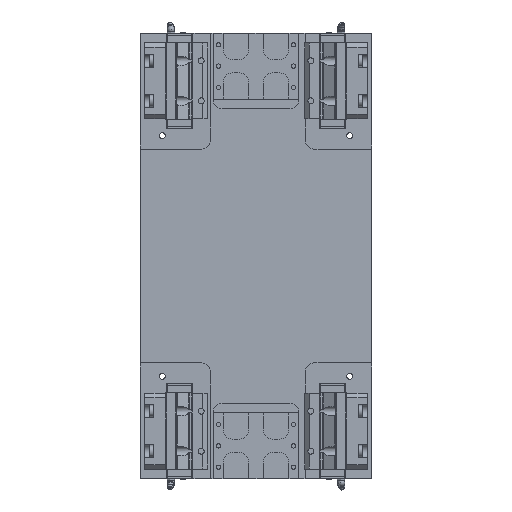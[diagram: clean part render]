
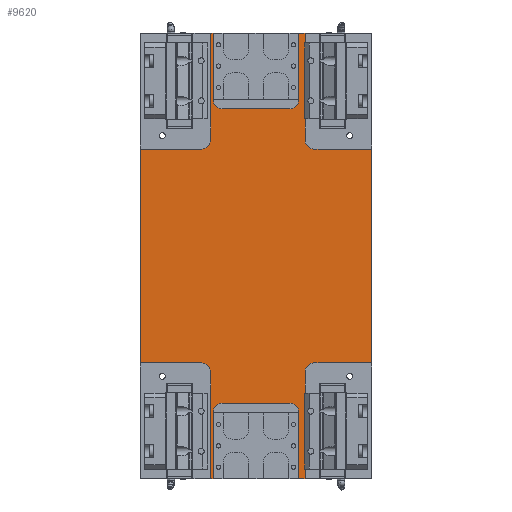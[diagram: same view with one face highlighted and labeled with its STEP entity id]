
A CAD part, front view. The second image highlights one B-rep face of the part: STEP entity #9620.
In plain terms, the highlighted face is planar.
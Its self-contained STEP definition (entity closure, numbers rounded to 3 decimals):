
#630=PLANE('',#10613);
#1054=FACE_OUTER_BOUND('',#1647,.T.);
#1647=EDGE_LOOP('',(#7255,#7256,#7257,#7258,#7259,#7260,#7261,#7262,#7263,
#7264,#7265,#7266,#7267,#7268,#7269,#7270,#7271,#7272,#7273,#7274,#7275,
#7276,#7277,#7278,#7279,#7280,#7281,#7282));
#2217=LINE('',#14684,#3174);
#2223=LINE('',#14696,#3180);
#2237=LINE('',#14723,#3194);
#2259=LINE('',#14773,#3216);
#2269=LINE('',#14792,#3226);
#2283=LINE('',#14819,#3240);
#2322=LINE('',#14936,#3279);
#2326=LINE('',#14947,#3283);
#2327=LINE('',#14950,#3284);
#2328=LINE('',#14953,#3285);
#2329=LINE('',#14955,#3286);
#2330=LINE('',#14958,#3287);
#2331=LINE('',#14960,#3288);
#2332=LINE('',#14964,#3289);
#2333=LINE('',#14967,#3290);
#2334=LINE('',#14969,#3291);
#2335=LINE('',#14972,#3292);
#2336=LINE('',#14974,#3293);
#2337=LINE('',#14977,#3294);
#2338=LINE('',#14978,#3295);
#3174=VECTOR('',#11829,1000.);
#3180=VECTOR('',#11837,1000.);
#3194=VECTOR('',#11853,1000.);
#3216=VECTOR('',#11895,1000.);
#3226=VECTOR('',#11907,1000.);
#3240=VECTOR('',#11923,1000.);
#3279=VECTOR('',#12048,1000.);
#3283=VECTOR('',#12056,1000.);
#3284=VECTOR('',#12059,1000.);
#3285=VECTOR('',#12062,1000.);
#3286=VECTOR('',#12063,1000.);
#3287=VECTOR('',#12066,1000.);
#3288=VECTOR('',#12067,1000.);
#3289=VECTOR('',#12070,1000.);
#3290=VECTOR('',#12073,1000.);
#3291=VECTOR('',#12074,1000.);
#3292=VECTOR('',#12077,1000.);
#3293=VECTOR('',#12078,1000.);
#3294=VECTOR('',#12081,1000.);
#3295=VECTOR('',#12082,1000.);
#4167=CIRCLE('',#10614,10.);
#4168=CIRCLE('',#10615,10.);
#4169=CIRCLE('',#10616,10.);
#4170=CIRCLE('',#10617,10.);
#4171=CIRCLE('',#10618,10.);
#4172=CIRCLE('',#10619,10.);
#4173=CIRCLE('',#10620,10.);
#4174=CIRCLE('',#10621,10.);
#4548=VERTEX_POINT('',#14681);
#4549=VERTEX_POINT('',#14683);
#4553=VERTEX_POINT('',#14693);
#4554=VERTEX_POINT('',#14695);
#4556=VERTEX_POINT('',#14701);
#4566=VERTEX_POINT('',#14721);
#4583=VERTEX_POINT('',#14770);
#4584=VERTEX_POINT('',#14772);
#4591=VERTEX_POINT('',#14789);
#4592=VERTEX_POINT('',#14791);
#4594=VERTEX_POINT('',#14797);
#4604=VERTEX_POINT('',#14817);
#4639=VERTEX_POINT('',#14935);
#4642=VERTEX_POINT('',#14943);
#4643=VERTEX_POINT('',#14944);
#4644=VERTEX_POINT('',#14946);
#4645=VERTEX_POINT('',#14949);
#4646=VERTEX_POINT('',#14951);
#4647=VERTEX_POINT('',#14954);
#4648=VERTEX_POINT('',#14956);
#4649=VERTEX_POINT('',#14959);
#4650=VERTEX_POINT('',#14961);
#4651=VERTEX_POINT('',#14963);
#4652=VERTEX_POINT('',#14965);
#4653=VERTEX_POINT('',#14968);
#4654=VERTEX_POINT('',#14970);
#4655=VERTEX_POINT('',#14973);
#4656=VERTEX_POINT('',#14975);
#5514=EDGE_CURVE('',#4548,#4549,#2217,.T.);
#5520=EDGE_CURVE('',#4553,#4554,#2223,.T.);
#5534=EDGE_CURVE('',#4566,#4556,#2237,.T.);
#5558=EDGE_CURVE('',#4583,#4584,#2259,.T.);
#5568=EDGE_CURVE('',#4591,#4592,#2269,.T.);
#5582=EDGE_CURVE('',#4604,#4594,#2283,.T.);
#5634=EDGE_CURVE('',#4549,#4639,#2322,.T.);
#5638=EDGE_CURVE('',#4642,#4643,#4167,.T.);
#5639=EDGE_CURVE('',#4644,#4642,#2326,.T.);
#5640=EDGE_CURVE('',#4639,#4644,#4168,.T.);
#5641=EDGE_CURVE('',#4645,#4548,#2327,.T.);
#5642=EDGE_CURVE('',#4646,#4645,#4169,.T.);
#5643=EDGE_CURVE('',#4554,#4646,#2328,.T.);
#5644=EDGE_CURVE('',#4647,#4553,#2329,.T.);
#5645=EDGE_CURVE('',#4648,#4647,#4170,.T.);
#5646=EDGE_CURVE('',#4556,#4648,#2330,.T.);
#5647=EDGE_CURVE('',#4649,#4566,#2331,.T.);
#5648=EDGE_CURVE('',#4650,#4649,#4171,.T.);
#5649=EDGE_CURVE('',#4651,#4650,#2332,.T.);
#5650=EDGE_CURVE('',#4652,#4651,#4172,.T.);
#5651=EDGE_CURVE('',#4584,#4652,#2333,.T.);
#5652=EDGE_CURVE('',#4653,#4583,#2334,.T.);
#5653=EDGE_CURVE('',#4654,#4653,#4173,.T.);
#5654=EDGE_CURVE('',#4592,#4654,#2335,.T.);
#5655=EDGE_CURVE('',#4655,#4591,#2336,.T.);
#5656=EDGE_CURVE('',#4656,#4655,#4174,.T.);
#5657=EDGE_CURVE('',#4594,#4656,#2337,.T.);
#5658=EDGE_CURVE('',#4643,#4604,#2338,.T.);
#7255=ORIENTED_EDGE('',*,*,#5638,.F.);
#7256=ORIENTED_EDGE('',*,*,#5639,.F.);
#7257=ORIENTED_EDGE('',*,*,#5640,.F.);
#7258=ORIENTED_EDGE('',*,*,#5634,.F.);
#7259=ORIENTED_EDGE('',*,*,#5514,.F.);
#7260=ORIENTED_EDGE('',*,*,#5641,.F.);
#7261=ORIENTED_EDGE('',*,*,#5642,.F.);
#7262=ORIENTED_EDGE('',*,*,#5643,.F.);
#7263=ORIENTED_EDGE('',*,*,#5520,.F.);
#7264=ORIENTED_EDGE('',*,*,#5644,.F.);
#7265=ORIENTED_EDGE('',*,*,#5645,.F.);
#7266=ORIENTED_EDGE('',*,*,#5646,.F.);
#7267=ORIENTED_EDGE('',*,*,#5534,.F.);
#7268=ORIENTED_EDGE('',*,*,#5647,.F.);
#7269=ORIENTED_EDGE('',*,*,#5648,.F.);
#7270=ORIENTED_EDGE('',*,*,#5649,.F.);
#7271=ORIENTED_EDGE('',*,*,#5650,.F.);
#7272=ORIENTED_EDGE('',*,*,#5651,.F.);
#7273=ORIENTED_EDGE('',*,*,#5558,.F.);
#7274=ORIENTED_EDGE('',*,*,#5652,.F.);
#7275=ORIENTED_EDGE('',*,*,#5653,.F.);
#7276=ORIENTED_EDGE('',*,*,#5654,.F.);
#7277=ORIENTED_EDGE('',*,*,#5568,.F.);
#7278=ORIENTED_EDGE('',*,*,#5655,.F.);
#7279=ORIENTED_EDGE('',*,*,#5656,.F.);
#7280=ORIENTED_EDGE('',*,*,#5657,.F.);
#7281=ORIENTED_EDGE('',*,*,#5582,.F.);
#7282=ORIENTED_EDGE('',*,*,#5658,.F.);
#9620=ADVANCED_FACE('',(#1054),#630,.F.);
#10613=AXIS2_PLACEMENT_3D('',#14942,#12052,#12053);
#10614=AXIS2_PLACEMENT_3D('',#14945,#12054,#12055);
#10615=AXIS2_PLACEMENT_3D('',#14948,#12057,#12058);
#10616=AXIS2_PLACEMENT_3D('',#14952,#12060,#12061);
#10617=AXIS2_PLACEMENT_3D('',#14957,#12064,#12065);
#10618=AXIS2_PLACEMENT_3D('',#14962,#12068,#12069);
#10619=AXIS2_PLACEMENT_3D('',#14966,#12071,#12072);
#10620=AXIS2_PLACEMENT_3D('',#14971,#12075,#12076);
#10621=AXIS2_PLACEMENT_3D('',#14976,#12079,#12080);
#11829=DIRECTION('',(-1.,0.,0.));
#11837=DIRECTION('',(0.,1.,0.));
#11853=DIRECTION('',(1.,0.,0.));
#11895=DIRECTION('',(1.,0.,0.));
#11907=DIRECTION('',(0.,-1.,0.));
#11923=DIRECTION('',(-1.,0.,0.));
#12048=DIRECTION('',(0.,-1.,0.));
#12052=DIRECTION('center_axis',(0.,0.,1.));
#12053=DIRECTION('ref_axis',(1.,0.,0.));
#12054=DIRECTION('center_axis',(0.,0.,-1.));
#12055=DIRECTION('ref_axis',(-1.,0.,0.));
#12056=DIRECTION('',(-1.,0.,0.));
#12057=DIRECTION('center_axis',(0.,0.,-1.));
#12058=DIRECTION('ref_axis',(-1.,0.,0.));
#12059=DIRECTION('',(0.,1.,0.));
#12060=DIRECTION('center_axis',(0.,0.,-1.));
#12061=DIRECTION('ref_axis',(1.,0.,0.));
#12062=DIRECTION('',(-1.,0.,0.));
#12063=DIRECTION('',(1.,0.,0.));
#12064=DIRECTION('center_axis',(0.,0.,-1.));
#12065=DIRECTION('ref_axis',(1.,0.,0.));
#12066=DIRECTION('',(0.,1.,0.));
#12067=DIRECTION('',(0.,-1.,0.));
#12068=DIRECTION('center_axis',(0.,0.,-1.));
#12069=DIRECTION('ref_axis',(1.,0.,0.));
#12070=DIRECTION('',(1.,0.,0.));
#12071=DIRECTION('center_axis',(0.,0.,-1.));
#12072=DIRECTION('ref_axis',(1.,0.,0.));
#12073=DIRECTION('',(0.,1.,0.));
#12074=DIRECTION('',(0.,-1.,0.));
#12075=DIRECTION('center_axis',(0.,0.,-1.));
#12076=DIRECTION('ref_axis',(1.,0.,0.));
#12077=DIRECTION('',(1.,0.,0.));
#12078=DIRECTION('',(-1.,0.,0.));
#12079=DIRECTION('center_axis',(0.,0.,-1.));
#12080=DIRECTION('ref_axis',(1.,0.,0.));
#12081=DIRECTION('',(0.,-1.,0.));
#12082=DIRECTION('',(0.,1.,0.));
#14681=CARTESIAN_POINT('',(24.985,315.425,0.));
#14683=CARTESIAN_POINT('',(17.735,315.425,0.));
#14684=CARTESIAN_POINT('',(99.985,315.425,0.));
#14693=CARTESIAN_POINT('',(99.985,-54.575,0.));
#14695=CARTESIAN_POINT('',(99.985,185.425,0.));
#14696=CARTESIAN_POINT('',(99.985,-184.575,0.));
#14701=CARTESIAN_POINT('',(24.985,-184.575,0.));
#14721=CARTESIAN_POINT('',(17.735,-184.575,0.));
#14723=CARTESIAN_POINT('',(-160.015,-184.575,0.));
#14770=CARTESIAN_POINT('',(-81.015,-184.575,0.));
#14772=CARTESIAN_POINT('',(-77.765,-184.575,0.));
#14773=CARTESIAN_POINT('',(-160.015,-184.575,0.));
#14789=CARTESIAN_POINT('',(-160.015,185.425,0.));
#14791=CARTESIAN_POINT('',(-160.015,-54.575,0.));
#14792=CARTESIAN_POINT('',(-160.015,315.425,0.));
#14797=CARTESIAN_POINT('',(-81.015,315.425,0.));
#14817=CARTESIAN_POINT('',(-77.765,315.425,0.));
#14819=CARTESIAN_POINT('',(99.985,315.425,0.));
#14935=CARTESIAN_POINT('',(17.735,240.425,0.));
#14936=CARTESIAN_POINT('',(17.735,315.425,0.));
#14942=CARTESIAN_POINT('Origin',(-30.015,65.425,0.));
#14943=CARTESIAN_POINT('',(-67.765,230.425,0.));
#14944=CARTESIAN_POINT('',(-77.765,240.425,0.));
#14945=CARTESIAN_POINT('Origin',(-67.765,240.425,0.));
#14946=CARTESIAN_POINT('',(7.735,230.425,0.));
#14947=CARTESIAN_POINT('',(-30.015,230.425,0.));
#14948=CARTESIAN_POINT('Origin',(7.735,240.425,0.));
#14949=CARTESIAN_POINT('',(24.985,195.425,0.));
#14950=CARTESIAN_POINT('',(24.985,65.425,0.));
#14951=CARTESIAN_POINT('',(34.985,185.425,0.));
#14952=CARTESIAN_POINT('Origin',(34.985,195.425,0.));
#14953=CARTESIAN_POINT('',(-30.015,185.425,0.));
#14954=CARTESIAN_POINT('',(34.985,-54.575,0.));
#14955=CARTESIAN_POINT('',(-30.015,-54.575,0.));
#14956=CARTESIAN_POINT('',(24.985,-64.575,0.));
#14957=CARTESIAN_POINT('Origin',(34.985,-64.575,0.));
#14958=CARTESIAN_POINT('',(24.985,65.425,0.));
#14959=CARTESIAN_POINT('',(17.735,-109.575,0.));
#14960=CARTESIAN_POINT('',(17.735,65.425,0.));
#14961=CARTESIAN_POINT('',(7.735,-99.575,0.));
#14962=CARTESIAN_POINT('Origin',(7.735,-109.575,0.));
#14963=CARTESIAN_POINT('',(-67.765,-99.575,0.));
#14964=CARTESIAN_POINT('',(-30.015,-99.575,0.));
#14965=CARTESIAN_POINT('',(-77.765,-109.575,0.));
#14966=CARTESIAN_POINT('Origin',(-67.765,-109.575,0.));
#14967=CARTESIAN_POINT('',(-77.765,65.425,0.));
#14968=CARTESIAN_POINT('',(-81.015,-64.575,0.));
#14969=CARTESIAN_POINT('',(-81.015,65.425,0.));
#14970=CARTESIAN_POINT('',(-91.015,-54.575,0.));
#14971=CARTESIAN_POINT('Origin',(-91.015,-64.575,0.));
#14972=CARTESIAN_POINT('',(-30.015,-54.575,0.));
#14973=CARTESIAN_POINT('',(-91.015,185.425,0.));
#14974=CARTESIAN_POINT('',(-30.015,185.425,0.));
#14975=CARTESIAN_POINT('',(-81.015,195.425,0.));
#14976=CARTESIAN_POINT('Origin',(-91.015,195.425,0.));
#14977=CARTESIAN_POINT('',(-81.015,65.425,0.));
#14978=CARTESIAN_POINT('',(-77.765,65.425,0.));
